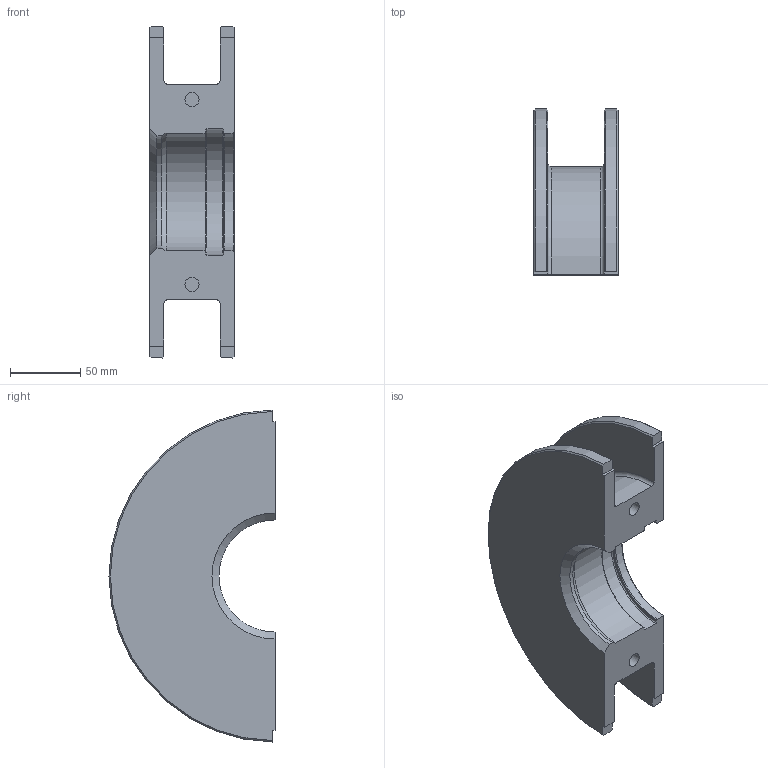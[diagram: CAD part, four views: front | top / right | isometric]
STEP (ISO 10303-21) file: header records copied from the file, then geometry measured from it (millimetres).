
FILE_DESCRIPTION(('STEP AP214'), '1');
FILE_NAME('ﾌ瑣 80 ﾊ', '', ('UNSPECIFIED'), ('UNSPECIFIED'), 'C3D Converter', 'C3D Toolkit', '');
FILE_SCHEMA(('AUTOMOTIVE_DESIGN { 1 0 10303 214 3 1 1}'));
Length unit declared in the file: millimetre
Bounding box: 60 x 118.5 x 236.97 mm (x, y, z)
Volume: 639701.3 mm3; surface area: 95069.7 mm2
Topology: 1 solids, 1 shells, 40 faces, 108 edges, 72 vertices
Faces by surface type: plane 18, cylinder 9, torus 7, cone 6
Full cylindrical faces by diameter (mm): 10 x2
Entity records: 1682 total; most frequent: CARTESIAN_POINT 291, DIRECTION 224, ORIENTED_EDGE 212, EDGE_CURVE 106, AXIS2_PLACEMENT_3D 85, VERTEX_POINT 72, LINE 54, VECTOR 54
